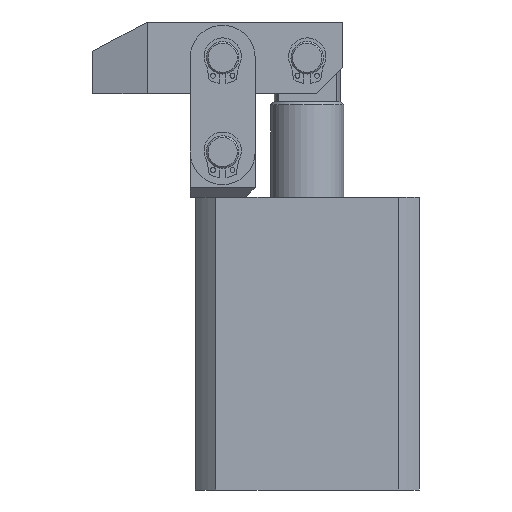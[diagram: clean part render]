
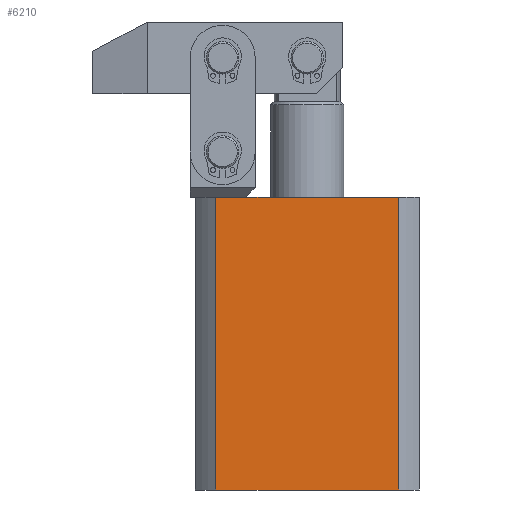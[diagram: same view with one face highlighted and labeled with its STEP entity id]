
A CAD part, left-side view. The second image highlights one B-rep face of the part: STEP entity #6210.
In plain terms, the highlighted planar face has unit normal (-1, 0, 0).
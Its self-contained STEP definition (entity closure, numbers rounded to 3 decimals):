
#73 = EDGE_LOOP ( 'NONE', ( #754, #755, #756, #757 ) ) ;
#389 = VERTEX_POINT ( 'NONE', #1296 ) ;
#391 = VERTEX_POINT ( 'NONE', #1278 ) ;
#754 = ORIENTED_EDGE ( 'NONE', *, *, #8251, .T. ) ;
#755 = ORIENTED_EDGE ( 'NONE', *, *, #8406, .F. ) ;
#756 = ORIENTED_EDGE ( 'NONE', *, *, #8405, .F. ) ;
#757 = ORIENTED_EDGE ( 'NONE', *, *, #8408, .T. ) ;
#1278 = CARTESIAN_POINT ( 'NONE',  ( -34.5, 28.107, 90. ) ) ;
#1291 = CARTESIAN_POINT ( 'NONE',  ( -34.5, -28.107, 0. ) ) ;
#1296 = CARTESIAN_POINT ( 'NONE',  ( -34.5, -28.107, 90. ) ) ;
#1540 = CARTESIAN_POINT ( 'NONE',  ( -34.5, 28.107, 0. ) ) ;
#3234 = DIRECTION ( 'NONE',  ( 0., -1., 0. ) ) ;
#3246 = CARTESIAN_POINT ( 'NONE',  ( -34.5, 0., 0. ) ) ;
#3680 = CARTESIAN_POINT ( 'NONE',  ( -34.5, 28.107, 90. ) ) ;
#3681 = DIRECTION ( 'NONE',  ( 0., 0., -1. ) ) ;
#3685 = CARTESIAN_POINT ( 'NONE',  ( -34.5, 0., 90. ) ) ;
#3686 = DIRECTION ( 'NONE',  ( 0., -1., 0. ) ) ;
#3687 = CARTESIAN_POINT ( 'NONE',  ( -34.5, -28.107, 90. ) ) ;
#3688 = DIRECTION ( 'NONE',  ( 0., 0., -1. ) ) ;
#4061 = FACE_OUTER_BOUND ( 'NONE', #73, .T. ) ;
#4387 = LINE ( 'NONE', #3246, #4397 ) ;
#4397 = VECTOR ( 'NONE', #3234, 1000. ) ;
#4659 = VERTEX_POINT ( 'NONE', #1291 ) ;
#4675 = VERTEX_POINT ( 'NONE', #1540 ) ;
#4834 = CARTESIAN_POINT ( 'NONE',  ( -34.5, 0., 90. ) ) ;
#4836 = PLANE ( 'NONE',  #8839 ) ;
#4839 = DIRECTION ( 'NONE',  ( 1., 0., 0. ) ) ;
#4840 = DIRECTION ( 'NONE',  ( 0., 0., -1. ) ) ;
#6210 = ADVANCED_FACE ( 'NONE', ( #4061 ), #4836, .F. ) ;
#6367 = LINE ( 'NONE', #3685, #6370 ) ;
#6369 = LINE ( 'NONE', #3687, #6372 ) ;
#6370 = VECTOR ( 'NONE', #3686, 1000. ) ;
#6372 = VECTOR ( 'NONE', #3688, 1000. ) ;
#6373 = LINE ( 'NONE', #3680, #6375 ) ;
#6375 = VECTOR ( 'NONE', #3681, 1000. ) ;
#8251 = EDGE_CURVE ( 'NONE', #4675, #4659, #4387, .T. ) ;
#8405 = EDGE_CURVE ( 'NONE', #391, #389, #6367, .T. ) ;
#8406 = EDGE_CURVE ( 'NONE', #389, #4659, #6369, .T. ) ;
#8408 = EDGE_CURVE ( 'NONE', #391, #4675, #6373, .T. ) ;
#8839 = AXIS2_PLACEMENT_3D ( 'NONE', #4834, #4839, #4840 ) ;
